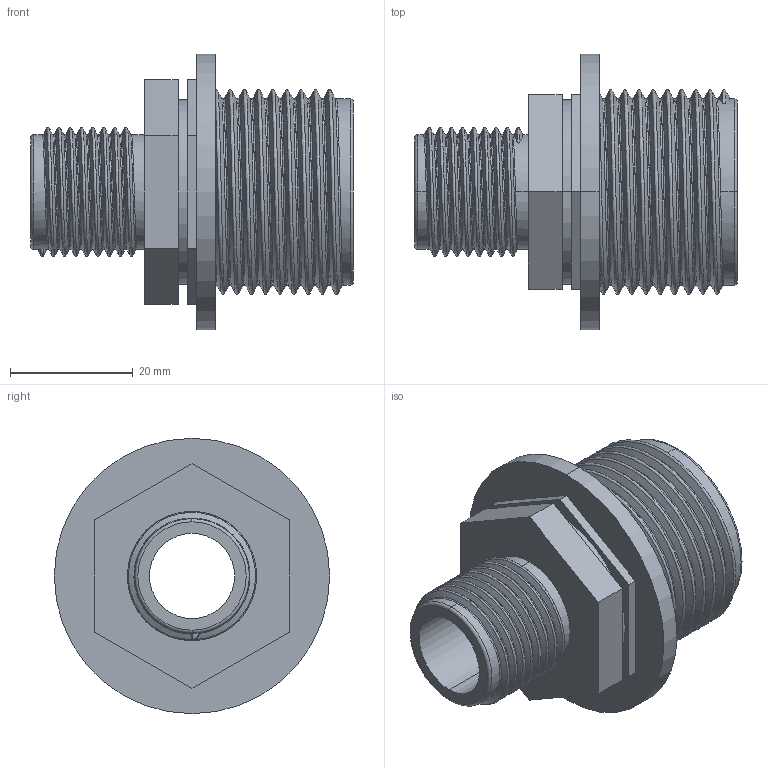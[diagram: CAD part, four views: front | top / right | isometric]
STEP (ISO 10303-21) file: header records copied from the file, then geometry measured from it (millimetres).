
FILE_DESCRIPTION (( 'STEP AP214' ), '1' );
FILE_NAME ('002110703.STEP', '2022-07-27T11:00:31', ( 'user' ), ( 'Hewlett-Packard Company' ), 'SwSTEP 2.0', 'SolidWorks 2011', '' );
FILE_SCHEMA (( 'AUTOMOTIVE_DESIGN' ));
Length unit declared in the file: millimetre
Products named in the file (1): 002110703
Bounding box: 52.5 x 44.8 x 44.8 mm (x, y, z)
Volume: 21055.3 mm3; surface area: 12779.9 mm2
Topology: 1 solids, 1 shells, 98 faces, 253 edges, 159 vertices
Faces by surface type: cylinder 45, plane 19, torus 17, bspline 10, cone 7
Entity records: 10838 total; most frequent: CARTESIAN_POINT 8724, ORIENTED_EDGE 500, DIRECTION 372, EDGE_CURVE 250, VERTEX_POINT 159, AXIS2_PLACEMENT_3D 143, EDGE_LOOP 105, FACE_OUTER_BOUND 98
